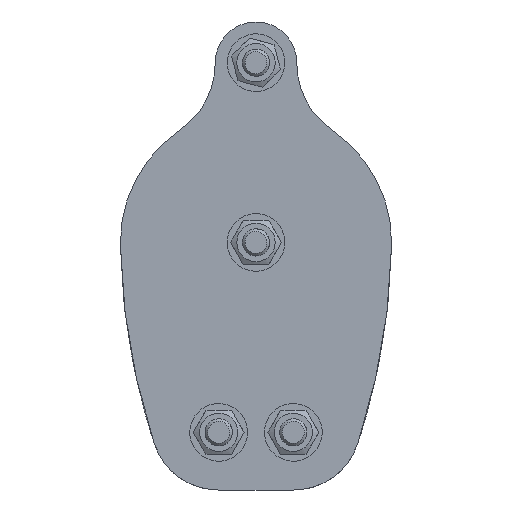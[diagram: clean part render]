
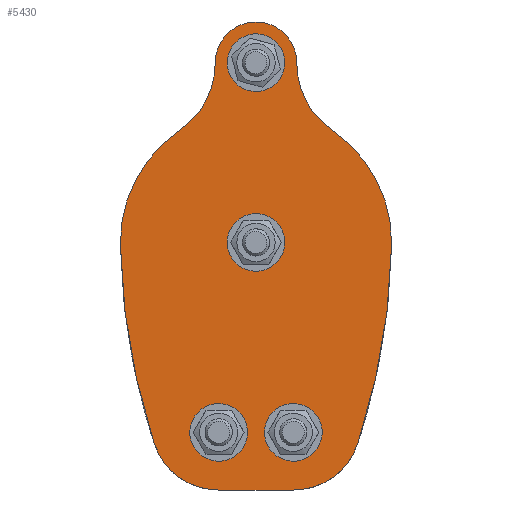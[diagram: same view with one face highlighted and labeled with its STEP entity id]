
A CAD part, front view. The second image highlights one B-rep face of the part: STEP entity #5430.
In plain terms, the highlighted planar face has unit normal (0, -1, 0).
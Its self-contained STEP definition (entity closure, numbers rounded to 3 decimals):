
#281=FACE_BOUND('',#1143,.T.);
#282=FACE_BOUND('',#1144,.T.);
#283=FACE_BOUND('',#1145,.T.);
#284=FACE_BOUND('',#1146,.T.);
#384=PLANE('',#6087);
#740=FACE_OUTER_BOUND('',#1142,.T.);
#1142=EDGE_LOOP('',(#4459,#4460,#4461,#4462,#4463,#4464,#4465,#4466,#4467,
#4468));
#1143=EDGE_LOOP('',(#4469));
#1144=EDGE_LOOP('',(#4470));
#1145=EDGE_LOOP('',(#4471));
#1146=EDGE_LOOP('',(#4472));
#1444=LINE('',#9349,#1659);
#1659=VECTOR('',#7155,10.);
#1972=CIRCLE('',#5941,5.1);
#1977=CIRCLE('',#5950,5.1);
#2008=CIRCLE('',#5998,20.);
#2009=CIRCLE('',#6000,200.);
#2051=CIRCLE('',#6064,200.);
#2052=CIRCLE('',#6066,20.);
#2057=CIRCLE('',#6074,40.);
#2059=CIRCLE('',#6077,24.);
#2061=CIRCLE('',#6080,12.);
#2063=CIRCLE('',#6083,24.);
#2065=CIRCLE('',#6086,40.);
#2066=CIRCLE('',#6088,4.1);
#2067=CIRCLE('',#6089,5.1);
#2467=VERTEX_POINT('',#9346);
#2468=VERTEX_POINT('',#9348);
#2469=VERTEX_POINT('',#9352);
#2475=VERTEX_POINT('',#9445);
#2513=VERTEX_POINT('',#9657);
#2515=VERTEX_POINT('',#9666);
#2547=VERTEX_POINT('',#10001);
#2548=VERTEX_POINT('',#10003);
#2552=VERTEX_POINT('',#10112);
#2554=VERTEX_POINT('',#10118);
#2556=VERTEX_POINT('',#10124);
#2558=VERTEX_POINT('',#10130);
#2559=VERTEX_POINT('',#10137);
#2560=VERTEX_POINT('',#10139);
#3079=EDGE_CURVE('',#2467,#2468,#1444,.T.);
#3081=EDGE_CURVE('',#2469,#2469,#1972,.T.);
#3091=EDGE_CURVE('',#2475,#2475,#1977,.T.);
#3143=EDGE_CURVE('',#2468,#2513,#2008,.T.);
#3146=EDGE_CURVE('',#2513,#2515,#2009,.T.);
#3209=EDGE_CURVE('',#2547,#2548,#2051,.T.);
#3212=EDGE_CURVE('',#2548,#2467,#2052,.T.);
#3220=EDGE_CURVE('',#2552,#2547,#2057,.T.);
#3223=EDGE_CURVE('',#2554,#2552,#2059,.T.);
#3226=EDGE_CURVE('',#2556,#2554,#2061,.T.);
#3229=EDGE_CURVE('',#2558,#2556,#2063,.T.);
#3231=EDGE_CURVE('',#2515,#2558,#2065,.T.);
#3232=EDGE_CURVE('',#2559,#2559,#2066,.T.);
#3233=EDGE_CURVE('',#2560,#2560,#2067,.T.);
#4459=ORIENTED_EDGE('',*,*,#3212,.F.);
#4460=ORIENTED_EDGE('',*,*,#3209,.F.);
#4461=ORIENTED_EDGE('',*,*,#3220,.F.);
#4462=ORIENTED_EDGE('',*,*,#3223,.F.);
#4463=ORIENTED_EDGE('',*,*,#3226,.F.);
#4464=ORIENTED_EDGE('',*,*,#3229,.F.);
#4465=ORIENTED_EDGE('',*,*,#3231,.F.);
#4466=ORIENTED_EDGE('',*,*,#3146,.F.);
#4467=ORIENTED_EDGE('',*,*,#3143,.F.);
#4468=ORIENTED_EDGE('',*,*,#3079,.F.);
#4469=ORIENTED_EDGE('',*,*,#3081,.T.);
#4470=ORIENTED_EDGE('',*,*,#3232,.T.);
#4471=ORIENTED_EDGE('',*,*,#3233,.T.);
#4472=ORIENTED_EDGE('',*,*,#3091,.T.);
#5430=ADVANCED_FACE('',(#740,#281,#282,#283,#284),#384,.T.);
#5941=AXIS2_PLACEMENT_3D('',#9353,#7159,#7160);
#5950=AXIS2_PLACEMENT_3D('',#9446,#7181,#7182);
#5998=AXIS2_PLACEMENT_3D('',#9658,#7294,#7295);
#6000=AXIS2_PLACEMENT_3D('',#9667,#7299,#7300);
#6064=AXIS2_PLACEMENT_3D('',#10004,#7439,#7440);
#6066=AXIS2_PLACEMENT_3D('',#10019,#7444,#7445);
#6074=AXIS2_PLACEMENT_3D('',#10114,#7463,#7464);
#6077=AXIS2_PLACEMENT_3D('',#10120,#7470,#7471);
#6080=AXIS2_PLACEMENT_3D('',#10126,#7477,#7478);
#6083=AXIS2_PLACEMENT_3D('',#10132,#7484,#7485);
#6086=AXIS2_PLACEMENT_3D('',#10135,#7490,#7491);
#6087=AXIS2_PLACEMENT_3D('',#10136,#7492,#7493);
#6088=AXIS2_PLACEMENT_3D('',#10138,#7494,#7495);
#6089=AXIS2_PLACEMENT_3D('',#10140,#7496,#7497);
#7155=DIRECTION('',(-1.,0.,0.));
#7159=DIRECTION('center_axis',(0.,1.,0.));
#7160=DIRECTION('ref_axis',(0.,0.,
1.));
#7181=DIRECTION('center_axis',(0.,1.,0.));
#7182=DIRECTION('ref_axis',(0.,0.,
1.));
#7294=DIRECTION('center_axis',(0.,1.,0.));
#7295=DIRECTION('ref_axis',(0.95,0.,0.313));
#7299=DIRECTION('center_axis',(0.,1.,0.));
#7300=DIRECTION('ref_axis',(1.,0.,0.021));
#7439=DIRECTION('center_axis',(0.,1.,0.));
#7440=DIRECTION('ref_axis',(-0.95,0.,0.313));
#7444=DIRECTION('center_axis',(0.,1.,0.));
#7445=DIRECTION('ref_axis',(0.,0.,1.));
#7463=DIRECTION('center_axis',(0.,1.,0.));
#7464=DIRECTION('ref_axis',(-1.,0.,0.021));
#7470=DIRECTION('center_axis',(0.,-1.,0.));
#7471=DIRECTION('ref_axis',(-1.,0.,0.002));
#7477=DIRECTION('center_axis',(0.,1.,0.));
#7478=DIRECTION('ref_axis',(-1.,0.,0.002));
#7484=DIRECTION('center_axis',(0.,-1.,0.));
#7485=DIRECTION('ref_axis',(0.562,0.,-0.827));
#7490=DIRECTION('center_axis',(0.,1.,0.));
#7491=DIRECTION('ref_axis',(0.562,0.,-0.827));
#7492=DIRECTION('center_axis',(0.,-1.,0.));
#7493=DIRECTION('ref_axis',(-1.,0.,0.));
#7494=DIRECTION('center_axis',(0.,1.,0.));
#7495=DIRECTION('ref_axis',(0.,0.,
1.));
#7496=DIRECTION('center_axis',(0.,1.,0.));
#7497=DIRECTION('ref_axis',(0.,0.,
1.));
#9346=CARTESIAN_POINT('',(11.,-27.,-73.));
#9348=CARTESIAN_POINT('',(-11.,-27.,-73.));
#9349=CARTESIAN_POINT('',(0.,-27.,-73.));
#9352=CARTESIAN_POINT('',(11.,-27.,-61.1));
#9353=CARTESIAN_POINT('Origin',(11.,-27.,-56.));
#9445=CARTESIAN_POINT('',(-11.,-27.,-61.1));
#9446=CARTESIAN_POINT('Origin',(-11.,-27.,-56.));
#9657=CARTESIAN_POINT('',(-29.996,-27.,-59.257));
#9658=CARTESIAN_POINT('Origin',(-11.,-27.,-53.));
#9666=CARTESIAN_POINT('',(-39.991,-27.,-0.827));
#9667=CARTESIAN_POINT('Origin',(159.966,-27.,3.309));
#10001=CARTESIAN_POINT('',(39.991,-27.,-0.827));
#10003=CARTESIAN_POINT('',(29.996,-27.,-59.257));
#10004=CARTESIAN_POINT('Origin',(-159.966,-27.,3.309));
#10019=CARTESIAN_POINT('Origin',(11.,-27.,-53.));
#10112=CARTESIAN_POINT('',(22.5,-27.,33.072));
#10114=CARTESIAN_POINT('Origin',(0.,-27.,
0.));
#10118=CARTESIAN_POINT('',(12.,-27.,52.972));
#10120=CARTESIAN_POINT('Origin',(36.,-27.,52.915));
#10124=CARTESIAN_POINT('',(-12.,-27.,52.972));
#10126=CARTESIAN_POINT('Origin',(0.,-27.,
53.));
#10130=CARTESIAN_POINT('',(-22.5,-27.,33.072));
#10132=CARTESIAN_POINT('Origin',(-36.,-27.,52.915));
#10135=CARTESIAN_POINT('Origin',(0.,-27.,
0.));
#10136=CARTESIAN_POINT('Origin',(0.,-27.,
-72.3));
#10137=CARTESIAN_POINT('',(0.,-27.,48.9));
#10138=CARTESIAN_POINT('Origin',(0.,-27.,
53.));
#10139=CARTESIAN_POINT('',(0.,-27.,-5.1));
#10140=CARTESIAN_POINT('Origin',(0.,-27.,
0.));
